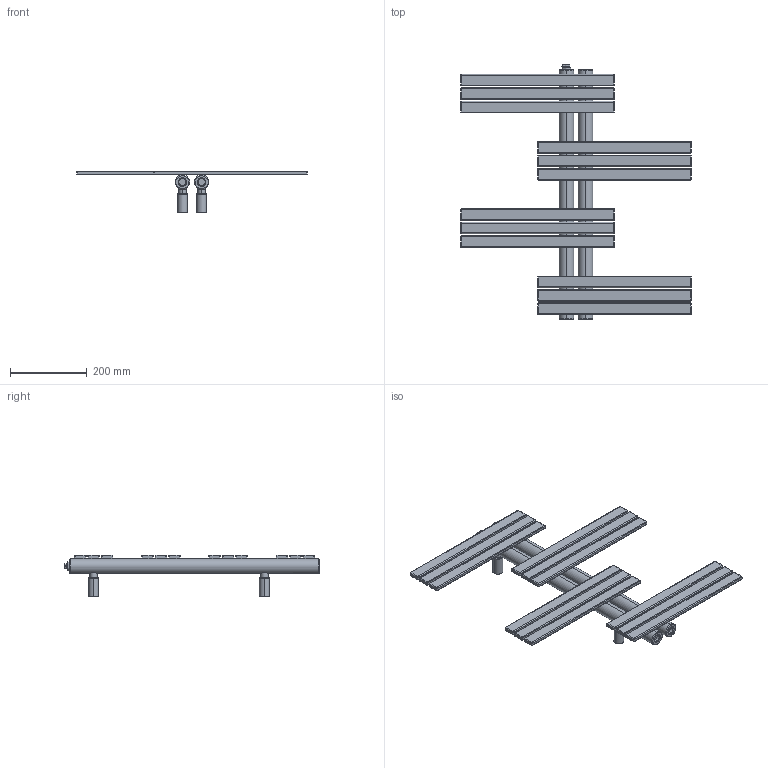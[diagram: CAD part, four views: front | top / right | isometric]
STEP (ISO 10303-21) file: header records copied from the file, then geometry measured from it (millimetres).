
FILE_DESCRIPTION((''),'2;1');
FILE_NAME('3551730130014_3D_SITO_ASM','2022-11-02T10:42:52',('PC132'),(''),'CREO PARAMETRIC BY PTC INC, 2022124','CREO PARAMETRIC BY PTC INC, 2022124','');
FILE_SCHEMA(('AUTOMOTIVE_DESIGN { 1 0 10303 214 1 1 1 1 }'));
Length unit declared in the file: millimetre
Products named in the file (3): 3551730130014_3D_SITO; 1041001240013; 3551730130014_3D_SITO_ASM
Assembly tree (2 placements, depth 2):
  3551730130014_3D_SITO_ASM
    3551730130014_3D_SITO
    1041001240013
Bounding box: 600 x 663 x 109 mm (x, y, z)
Volume: 2979047.8 mm3; surface area: 549981.3 mm2
Topology: 15 solids, 16 shells, 490 faces, 1066 edges, 616 vertices
Faces by surface type: cylinder 204, plane 120, bspline 106, torus 48, cone 8, sphere 4
Entity records: 22574 total; most frequent: CARTESIAN_POINT 5147, DIRECTION 2550, ORIENTED_EDGE 2132, PRESENTATION_STYLE_ASSIGNMENT 1222, STYLED_ITEM 1153, CURVE_STYLE 1138, EDGE_CURVE 1066, AXIS2_PLACEMENT_3D 1030
